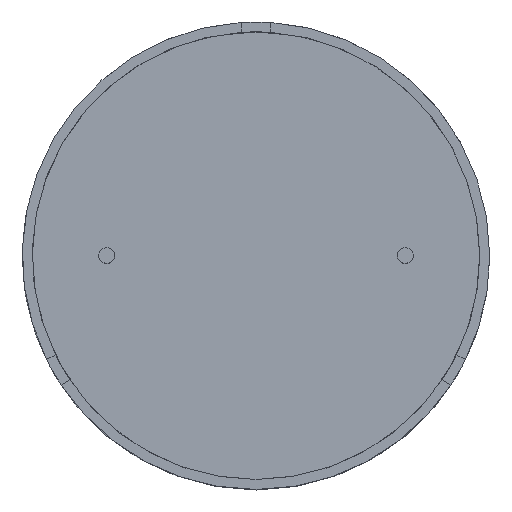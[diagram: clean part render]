
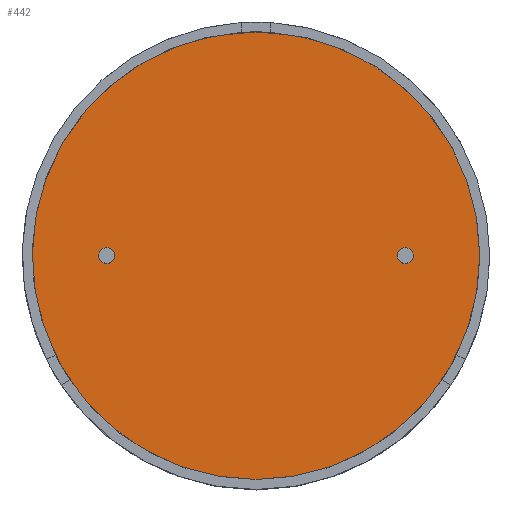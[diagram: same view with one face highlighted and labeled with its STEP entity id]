
A CAD part, top view. The second image highlights one B-rep face of the part: STEP entity #442.
In plain terms, the highlighted planar face has unit normal (0, 0, 1).
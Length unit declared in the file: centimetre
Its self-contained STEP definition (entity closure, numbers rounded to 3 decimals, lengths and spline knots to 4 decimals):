
#118=PLANE('',#481);
#189=VERTEX_POINT('',#605);
#191=VERTEX_POINT('',#611);
#204=VERTEX_POINT('',#659);
#214=CIRCLE('',#459,0.04);
#216=CIRCLE('',#463,0.04);
#221=CIRCLE('',#480,1.125);
#239=EDGE_CURVE('',#189,#189,#214,.T.);
#241=EDGE_CURVE('',#191,#191,#216,.T.);
#266=EDGE_CURVE('',#204,#204,#221,.T.);
#350=ORIENTED_EDGE('',*,*,#239,.T.);
#351=ORIENTED_EDGE('',*,*,#241,.T.);
#352=ORIENTED_EDGE('',*,*,#266,.T.);
#385=EDGE_LOOP('',(#350));
#386=EDGE_LOOP('',(#351));
#387=EDGE_LOOP('',(#352));
#417=FACE_BOUND('',#385,.T.);
#418=FACE_BOUND('',#386,.T.);
#419=FACE_BOUND('',#387,.T.);
#442=ADVANCED_FACE('',(#417,#418,#419),#118,.T.);
#459=AXIS2_PLACEMENT_3D('',#604,#515,#516);
#463=AXIS2_PLACEMENT_3D('',#610,#522,#523);
#480=AXIS2_PLACEMENT_3D('',#658,#563,#564);
#481=AXIS2_PLACEMENT_3D('',#660,#565,$);
#515=DIRECTION('',(0.,0.,-1.));
#516=DIRECTION('',(-0.04,0.,0.));
#522=DIRECTION('',(0.,0.,-1.));
#523=DIRECTION('',(0.04,0.,0.));
#563=DIRECTION('',(0.,0.,1.));
#564=DIRECTION('',(1.125,0.,0.));
#565=DIRECTION('',(0.,0.,1.));
#604=CARTESIAN_POINT('',(0.75,0.,1.6));
#605=CARTESIAN_POINT('',(0.71,0.,1.6));
#610=CARTESIAN_POINT('',(-0.75,0.,1.6));
#611=CARTESIAN_POINT('',(-0.71,0.,1.6));
#658=CARTESIAN_POINT('',(0.,0.,1.6));
#659=CARTESIAN_POINT('',(1.125,0.,1.6));
#660=CARTESIAN_POINT('',(0.,0.,1.6));
